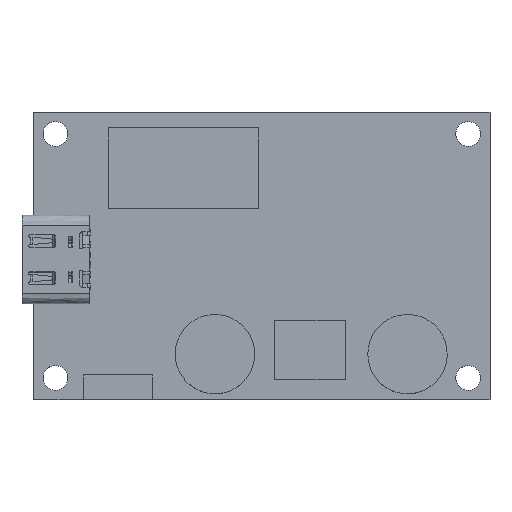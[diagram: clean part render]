
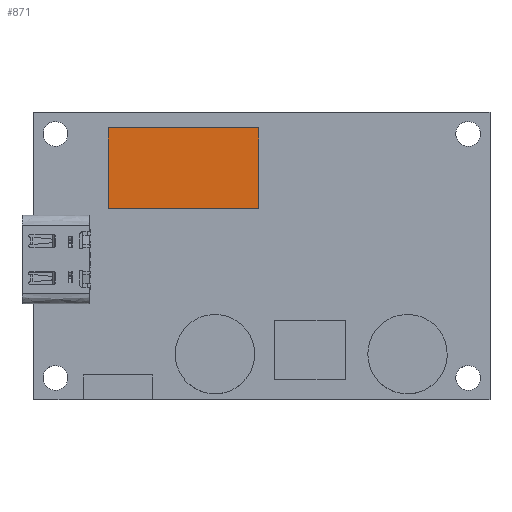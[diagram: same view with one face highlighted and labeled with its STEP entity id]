
A CAD part, top view. The second image highlights one B-rep face of the part: STEP entity #871.
In plain terms, the highlighted free-form (B-spline) face has degree [1, 1] with [2, 2] control points.
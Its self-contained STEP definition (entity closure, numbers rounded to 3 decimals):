
#730 = VERTEX_POINT('',#731);
#731 = CARTESIAN_POINT('',(-22.401,6.937,8.093
    ));
#736 = EDGE_CURVE('',#730,#737,#739,.T.);
#737 = VERTEX_POINT('',#738);
#738 = CARTESIAN_POINT('',(-22.401,18.644,
    8.093));
#739 = B_SPLINE_CURVE_WITH_KNOTS('',1,(#740,#741),.UNSPECIFIED.,.F.,.F.,
  (2,2),(0.,8.1),.PIECEWISE_BEZIER_KNOTS.);
#740 = CARTESIAN_POINT('',(-22.401,6.937,8.093
    ));
#741 = CARTESIAN_POINT('',(-22.401,18.644,
    8.093));
#758 = VERTEX_POINT('',#759);
#759 = CARTESIAN_POINT('',(-0.434,6.937,8.093
    ));
#764 = EDGE_CURVE('',#758,#730,#765,.T.);
#765 = B_SPLINE_CURVE_WITH_KNOTS('',1,(#766,#767),.UNSPECIFIED.,.F.,.F.,
  (2,2),(0.,15.2),.PIECEWISE_BEZIER_KNOTS.);
#766 = CARTESIAN_POINT('',(-0.434,6.937,8.093
    ));
#767 = CARTESIAN_POINT('',(-22.401,6.937,8.093
    ));
#780 = EDGE_CURVE('',#737,#781,#783,.T.);
#781 = VERTEX_POINT('',#782);
#782 = CARTESIAN_POINT('',(-0.434,18.644,
    8.093));
#783 = B_SPLINE_CURVE_WITH_KNOTS('',1,(#784,#785),.UNSPECIFIED.,.F.,.F.,
  (2,2),(0.,15.2),.PIECEWISE_BEZIER_KNOTS.);
#784 = CARTESIAN_POINT('',(-22.401,18.644,
    8.093));
#785 = CARTESIAN_POINT('',(-0.434,18.644,
    8.093));
#802 = EDGE_CURVE('',#781,#758,#803,.T.);
#803 = B_SPLINE_CURVE_WITH_KNOTS('',1,(#804,#805),.UNSPECIFIED.,.F.,.F.,
  (2,2),(0.,8.1),.PIECEWISE_BEZIER_KNOTS.);
#804 = CARTESIAN_POINT('',(-0.434,18.644,
    8.093));
#805 = CARTESIAN_POINT('',(-0.434,6.937,8.093
    ));
#871 = ADVANCED_FACE('',(#872),#878,.T.);
#872 = FACE_BOUND('',#873,.F.);
#873 = EDGE_LOOP('',(#874,#875,#876,#877));
#874 = ORIENTED_EDGE('',*,*,#780,.T.);
#875 = ORIENTED_EDGE('',*,*,#802,.T.);
#876 = ORIENTED_EDGE('',*,*,#764,.T.);
#877 = ORIENTED_EDGE('',*,*,#736,.T.);
#878 = B_SPLINE_SURFACE_WITH_KNOTS('',1,1,(
    (#879,#880)
    ,(#881,#882
    )),.UNSPECIFIED.,.F.,.F.,.F.,(2,2),(2,2),(-5.688,
    9.512),(2.351,10.451),
  .PIECEWISE_BEZIER_KNOTS.);
#879 = CARTESIAN_POINT('',(-22.401,6.937,8.093
    ));
#880 = CARTESIAN_POINT('',(-22.401,18.644,
    8.093));
#881 = CARTESIAN_POINT('',(-0.434,6.937,8.093
    ));
#882 = CARTESIAN_POINT('',(-0.434,18.644,
    8.093));
